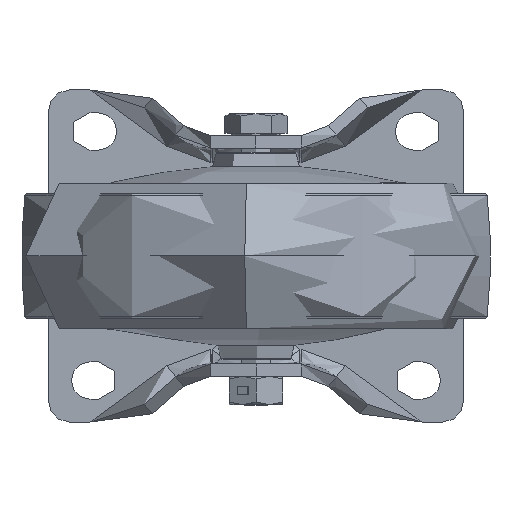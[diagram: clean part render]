
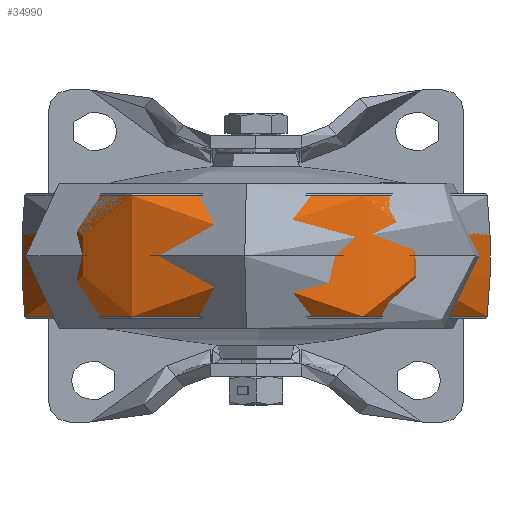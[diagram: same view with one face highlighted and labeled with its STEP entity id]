
A CAD part, front view. The second image highlights one B-rep face of the part: STEP entity #34990.
In plain terms, the highlighted toroidal (fillet/blend) face has major radius 83.478 mm and minor radius 140 mm.
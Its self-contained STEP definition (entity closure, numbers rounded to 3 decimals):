
#606 = ORIENTED_EDGE ( 'NONE', *, *, #29036, .T. ) ;
#743 = VERTEX_POINT ( 'NONE', #52099 ) ;
#1452 = DIRECTION ( 'NONE',  ( 0.043, 0.999, 0. ) ) ;
#2190 = DIRECTION ( 'NONE',  ( 0., 0., 1. ) ) ;
#8237 = CARTESIAN_POINT ( 'NONE',  ( 159.112, -94.921, 370.342 ) ) ;
#8355 = CARTESIAN_POINT ( 'NONE',  ( 47.697, -90.079, 341.173 ) ) ;
#10142 = TOROIDAL_SURFACE ( 'NONE', #43819, -83.478, 140. ) ;
#10910 = CARTESIAN_POINT ( 'NONE',  ( 103.404, -92.5, 370.342 ) ) ;
#12523 = EDGE_CURVE ( 'NONE', #21236, #743, #23851, .T. ) ;
#14651 = EDGE_CURVE ( 'NONE', #21525, #30907, #38016, .T. ) ;
#15176 = CARTESIAN_POINT ( 'NONE',  ( 20.005, -88.876, 355.758 ) ) ;
#15244 = AXIS2_PLACEMENT_3D ( 'NONE', #23803, #38553, #34050 ) ;
#16584 = DIRECTION ( 'NONE',  ( 0.999, -0.043, 0. ) ) ;
#19109 = ORIENTED_EDGE ( 'NONE', *, *, #28761, .F. ) ;
#21236 = VERTEX_POINT ( 'NONE', #8355 ) ;
#21525 = VERTEX_POINT ( 'NONE', #22615 ) ;
#22615 = CARTESIAN_POINT ( 'NONE',  ( 47.697, -90.079, 370.342 ) ) ;
#22992 = CIRCLE ( 'NONE', #59594, 140. ) ;
#23803 = CARTESIAN_POINT ( 'NONE',  ( 103.404, -92.5, 341.173 ) ) ;
#23851 = CIRCLE ( 'NONE', #15244, 55.76 ) ;
#26212 = ORIENTED_EDGE ( 'NONE', *, *, #12523, .T. ) ;
#28382 = DIRECTION ( 'NONE',  ( -0.043, -0.999, 0. ) ) ;
#28761 = EDGE_CURVE ( 'NONE', #21236, #21525, #22992, .T. ) ;
#29036 = EDGE_CURVE ( 'NONE', #743, #30907, #36560, .T. ) ;
#30907 = VERTEX_POINT ( 'NONE', #8237 ) ;
#31232 = AXIS2_PLACEMENT_3D ( 'NONE', #10910, #2190, #34155 ) ;
#34050 = DIRECTION ( 'NONE',  ( 0.999, -0.043, 0. ) ) ;
#34155 = DIRECTION ( 'NONE',  ( 0.999, -0.043, 0. ) ) ;
#34671 = DIRECTION ( 'NONE',  ( 0., 0., 1. ) ) ;
#34942 = CARTESIAN_POINT ( 'NONE',  ( 103.404, -92.5, 355.758 ) ) ;
#34990 = ADVANCED_FACE ( 'NONE', ( #37680 ), #10142, .T. ) ;
#36560 = CIRCLE ( 'NONE', #53828, 140. ) ;
#37680 = FACE_OUTER_BOUND ( 'NONE', #40019, .T. ) ;
#38016 = CIRCLE ( 'NONE', #31232, 55.76 ) ;
#38553 = DIRECTION ( 'NONE',  ( 0., 0., 1. ) ) ;
#40019 = EDGE_LOOP ( 'NONE', ( #19109, #26212, #606, #44115 ) ) ;
#43819 = AXIS2_PLACEMENT_3D ( 'NONE', #34942, #34671, #16584 ) ;
#44115 = ORIENTED_EDGE ( 'NONE', *, *, #14651, .F. ) ;
#47232 = DIRECTION ( 'NONE',  ( -0.999, 0.043, 0. ) ) ;
#47663 = DIRECTION ( 'NONE',  ( 0.999, -0.043, 0. ) ) ;
#52034 = CARTESIAN_POINT ( 'NONE',  ( 186.804, -96.124, 355.758 ) ) ;
#52099 = CARTESIAN_POINT ( 'NONE',  ( 159.112, -94.921, 341.173 ) ) ;
#53828 = AXIS2_PLACEMENT_3D ( 'NONE', #15176, #28382, #47663 ) ;
#59594 = AXIS2_PLACEMENT_3D ( 'NONE', #52034, #1452, #47232 ) ;
